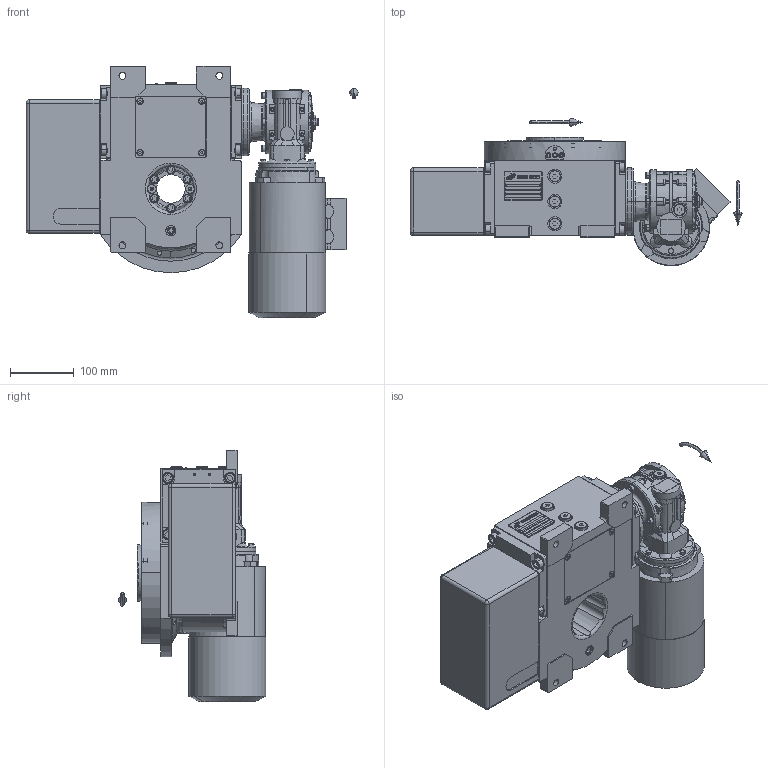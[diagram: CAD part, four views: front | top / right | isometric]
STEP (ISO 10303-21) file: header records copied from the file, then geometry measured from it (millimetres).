
FILE_DESCRIPTION (( 'STEP AP203' ), '1' );
FILE_NAME ('PC5201570.step', '2025-10-14T08:31:07', ( '' ), ( '' ), 'SwSTEP 2.0', 'SolidWorks 2020', '' );
FILE_SCHEMA (( 'CONFIG_CONTROL_DESIGN' ));
Length unit declared in the file: millimetre
Products named in the file (87): CFN2010_01_012.stp; cfn2158_01_011; cfn2000_01_124; AS_rig06_017; RIG06_005_ASM.stp; cfn2115_02_165; cfn2128_04_004; cfn2155_01_303; CFN2000_01_185.stp; AS_rig06_004_s_001; cfn2000_01_126; cfn2151_01_290; cfn2070_05_005; cfn2276_01_074; RMI40_F1_LCB_SX_63B14; rig06_001_a; cfn2000_01_161; CFN2356_03_047.stp; cfn2000_01_103; cfn2205_01_013; cfn2155_01_056; rig06_004_s_001; rig06_003_8; cfn2003_01_054; freccia_angolare; cfn2476_01_002_60x46; cfn2077_01_018; BM63B14; RIG06_021_AF0.stp; rig06_071_08_m_asm.stp; AS_cfn2476_01_002_60x46; rig06_017; AS_rig06_071_8_m; CFN2203_02_001.stp; 9004_2512; cfn2104_01_016; rig06_004; rig06_005_n_01; olio_agip_blasia_150; AS_rig06_016 ...
Assembly tree (79 placements, depth 5):
  CFN2010_01_012.stp
  cfn2115_02_165
  cfn2151_01_290
  cfn2276_01_074
  CFN2356_03_047.stp
Bounding box: 522.5 x 231.99 x 395.99 mm (x, y, z)
Volume: 8204163.3 mm3; surface area: 1178244.9 mm2
Topology: 69 solids, 71 shells, 3449 faces, 8715 edges, 5583 vertices
Faces by surface type: plane 1603, cylinder 1187, cone 475, torus 151, bspline 23, sphere 10
Entity records: 121182 total; most frequent: CARTESIAN_POINT 31067, DIRECTION 17225, ORIENTED_EDGE 16666, EDGE_CURVE 8333, AXIS2_PLACEMENT_3D 6289, VERTEX_POINT 5402, VECTOR 4647, LINE 4647
